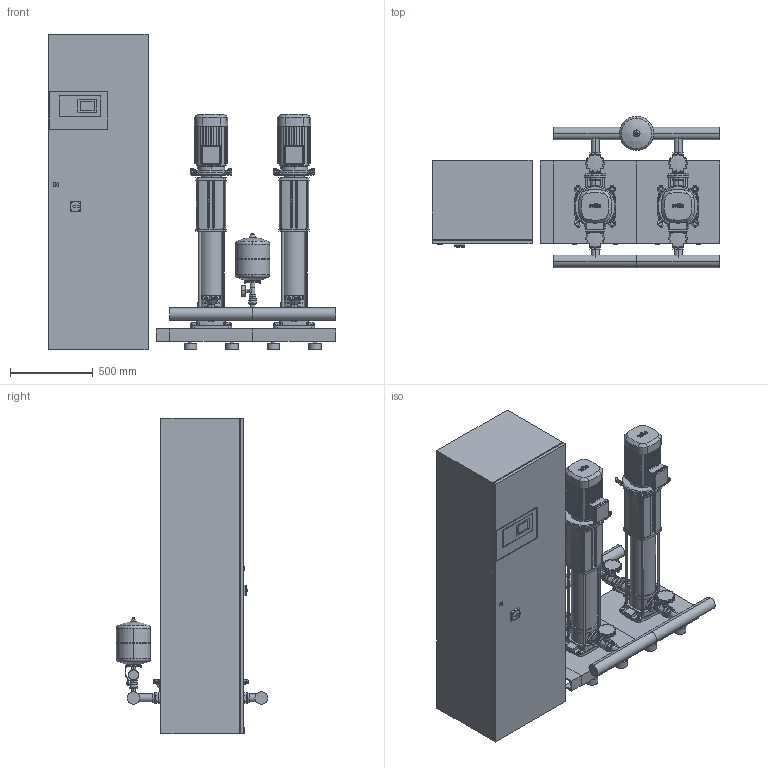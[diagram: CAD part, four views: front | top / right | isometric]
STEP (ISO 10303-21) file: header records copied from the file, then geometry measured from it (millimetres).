
FILE_DESCRIPTION((''),'2;1');
FILE_NAME('3d_COR-2HELIXV1609_K_CC-01-2532259.stp','2016-01-25T07:20:21',(''),(''),'Mechanical Desktop 2009','Mechanical Desktop 2009',', , ');
FILE_SCHEMA(('CONFIG_CONTROL_DESIGN'));
Length unit declared in the file: millimetre
Products named in the file (1): Product
Bounding box: 1730 x 911.05 x 1900 mm (x, y, z)
Volume: 659234885.7 mm3; surface area: 12130780.4 mm2
Topology: 109 solids, 109 shells, 3921 faces, 10283 edges, 6745 vertices
Faces by surface type: plane 1771, bspline 990, cylinder 914, cone 168, torus 64, sphere 14
Entity records: 128386 total; most frequent: CARTESIAN_POINT 31600, ORIENTED_EDGE 20550, DIRECTION 18713, EDGE_CURVE 10275, VECTOR 6817, LINE 6817, VERTEX_POINT 6740, AXIS2_PLACEMENT_3D 5948
